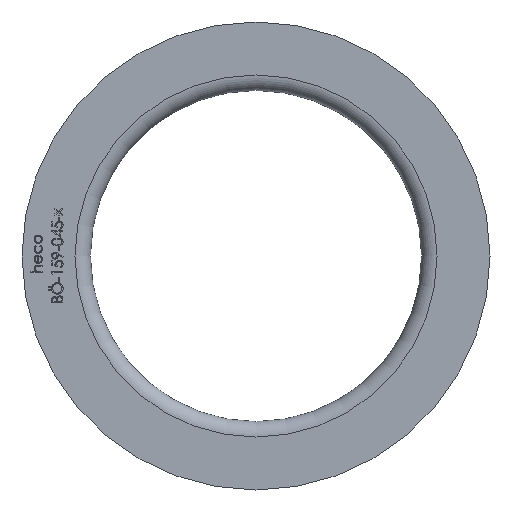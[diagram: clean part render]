
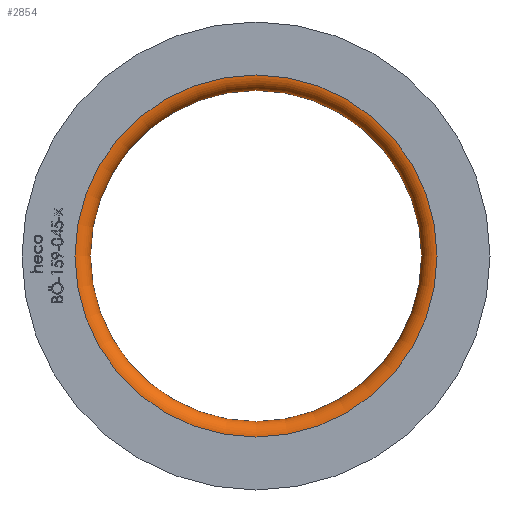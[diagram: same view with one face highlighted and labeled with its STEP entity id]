
A CAD part, left-side view. The second image highlights one B-rep face of the part: STEP entity #2854.
In plain terms, the highlighted toroidal (fillet/blend) face has major radius 82 mm and minor radius 7 mm.
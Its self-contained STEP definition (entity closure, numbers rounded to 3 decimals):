
#440 = VERTEX_POINT ( 'NONE', #9311 ) ;
#924 = ORIENTED_EDGE ( 'NONE', *, *, #2098, .T. ) ;
#1215 = DIRECTION ( 'NONE',  ( 0., 0., 1. ) ) ;
#1772 = DIRECTION ( 'NONE',  ( 0., 0., 1. ) ) ;
#2098 = EDGE_CURVE ( 'NONE', #8157, #8157, #10188, .T. ) ;
#2551 = DIRECTION ( 'NONE',  ( -1., 0., 0. ) ) ;
#2854 = ADVANCED_FACE ( 'NONE', ( #11601, #7391 ), #4410, .T. ) ;
#3238 = AXIS2_PLACEMENT_3D ( 'NONE', #8260, #10719, #1772 ) ;
#3240 = AXIS2_PLACEMENT_3D ( 'NONE', #3426, #2551, #10043 ) ;
#3426 = CARTESIAN_POINT ( 'NONE',  ( 7., 0., 0. ) ) ;
#4410 = TOROIDAL_SURFACE ( 'NONE', #3238, 82., 7. ) ;
#4820 = EDGE_LOOP ( 'NONE', ( #924 ) ) ;
#5564 = EDGE_LOOP ( 'NONE', ( #9484 ) ) ;
#5674 = DIRECTION ( 'NONE',  ( -1., 0., 0. ) ) ;
#7391 = FACE_OUTER_BOUND ( 'NONE', #4820, .T. ) ;
#8157 = VERTEX_POINT ( 'NONE', #13805 ) ;
#8260 = CARTESIAN_POINT ( 'NONE',  ( 7., 0., 0. ) ) ;
#9023 = CIRCLE ( 'NONE', #3240, 75. ) ;
#9311 = CARTESIAN_POINT ( 'NONE',  ( 7., 0., 75. ) ) ;
#9484 = ORIENTED_EDGE ( 'NONE', *, *, #14207, .F. ) ;
#9707 = AXIS2_PLACEMENT_3D ( 'NONE', #11172, #5674, #1215 ) ;
#10043 = DIRECTION ( 'NONE',  ( 0., 0., 1. ) ) ;
#10188 = CIRCLE ( 'NONE', #9707, 82. ) ;
#10719 = DIRECTION ( 'NONE',  ( -1., 0., 0. ) ) ;
#11172 = CARTESIAN_POINT ( 'NONE',  ( 0., 0., 0. ) ) ;
#11601 = FACE_OUTER_BOUND ( 'NONE', #5564, .T. ) ;
#13805 = CARTESIAN_POINT ( 'NONE',  ( 0., 0., 82. ) ) ;
#14207 = EDGE_CURVE ( 'NONE', #440, #440, #9023, .T. ) ;
